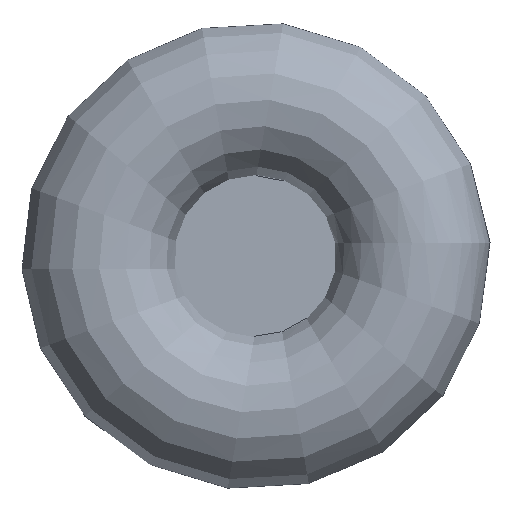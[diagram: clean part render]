
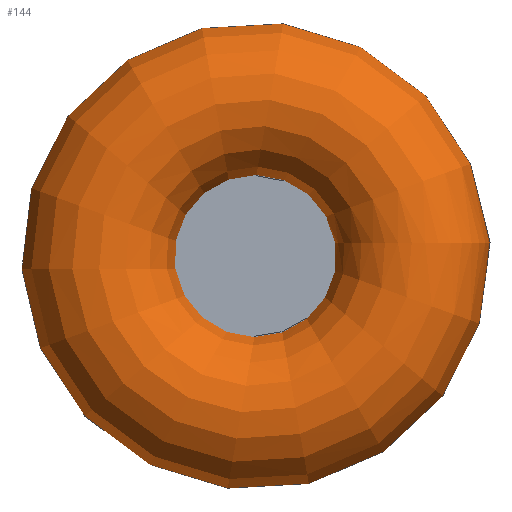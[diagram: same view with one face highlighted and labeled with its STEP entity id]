
A CAD part, left-side view. The second image highlights one B-rep face of the part: STEP entity #144.
In plain terms, the highlighted face is a revolution surface.
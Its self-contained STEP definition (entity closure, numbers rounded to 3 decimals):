
#34=SURFACE_OF_REVOLUTION('',#320,#35);
#35=AXIS1_PLACEMENT('',#566,#488);
#36=VERTEX_LOOP('',#271);
#118=FACE_BOUND('',#36,.T.);
#144=ADVANCED_FACE('',(#118),#34,.F.);
#271=VERTEX_POINT('',#564);
#320=CIRCLE('',#383,6.);
#383=AXIS2_PLACEMENT_3D('',#565,#486,#487);
#486=DIRECTION('',(0.,0.,1.));
#487=DIRECTION('',(1.,0.,0.));
#488=DIRECTION('',(-1.,0.,0.));
#564=CARTESIAN_POINT('',(12.,-11.972,1.));
#565=CARTESIAN_POINT('',(6.,-11.972,1.));
#566=CARTESIAN_POINT('',(0.,0.,0.));
